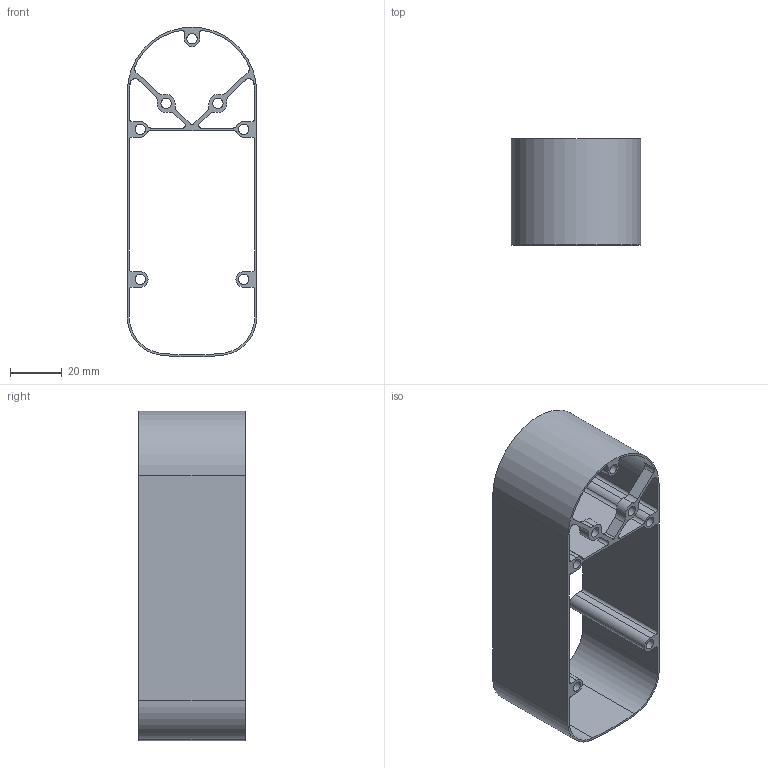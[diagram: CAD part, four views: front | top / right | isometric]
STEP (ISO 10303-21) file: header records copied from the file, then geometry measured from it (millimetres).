
FILE_DESCRIPTION(/* description */ (''),/* implementation_level */ '2;1');
FILE_NAME(/* name */ 'P404.step',/* time_stamp */ '2025-06-25T17:54:09+02:00',/* author */ (''),/* organization */ (''),/* preprocessor_version */ 'ST-DEVELOPER v20.1',/* originating_system */ 'Autodesk Translation Framework v14.10.0.0',/* authorisation */ '');
FILE_SCHEMA (('AUTOMOTIVE_DESIGN { 1 0 10303 214 3 1 1 }'));
Length unit declared in the file: millimetre
Products named in the file (1): P404
Bounding box: 50 x 41 x 127.43 mm (x, y, z)
Volume: 17101.6 mm3; surface area: 34452.9 mm2
Topology: 1 solids, 1 shells, 87 faces, 261 edges, 174 vertices
Faces by surface type: cylinder 55, plane 32
Full cylindrical faces by diameter (mm): 4 x7
Entity records: 3075 total; most frequent: DIRECTION 553, CARTESIAN_POINT 523, ORIENTED_EDGE 522, EDGE_CURVE 261, AXIS2_PLACEMENT_3D 204, VERTEX_POINT 174, LINE 145, VECTOR 145
